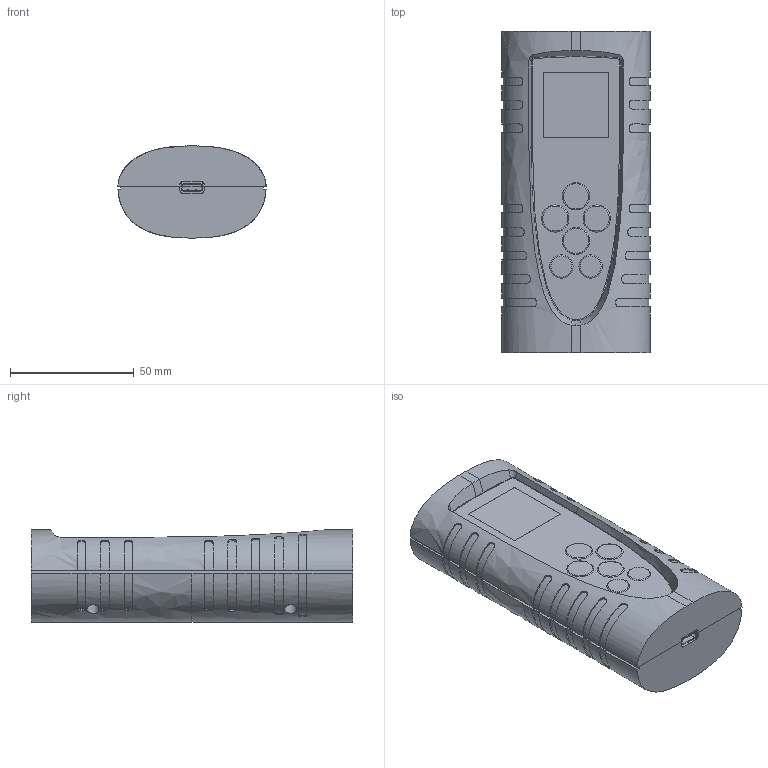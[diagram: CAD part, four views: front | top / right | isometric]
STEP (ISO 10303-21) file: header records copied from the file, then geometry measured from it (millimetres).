
FILE_DESCRIPTION(/* description */ ('Alibre Inc.'),/* implementation_level */ '2;1');
FILE_NAME(/* name */ 'export-96EBB996-F731-4085-9EA9-A956C15BB0C5',/* time_stamp */ '2021-08-12T05:18:12+02:00',/* author */ (''),/* organization */ (''),/* preprocessor_version */ 'ST-DEVELOPER v17',/* originating_system */ 'Alibre',/* authorisation */ '');
FILE_SCHEMA (('AUTOMOTIVE_DESIGN'));
Length unit declared in the file: centimetre
Products named in the file (9): 1113692
Bounding box: 60 x 130 x 37.24 mm (x, y, z)
Volume: 219410.3 mm3; surface area: 50821.9 mm2
Topology: 11 solids, 11 shells, 1185 faces, 3321 edges, 2167 vertices
Faces by surface type: plane 482, cylinder 380, bspline 283, cone 30, torus 8, extrusion 2
Full cylindrical faces by diameter (mm): 2.5 x4, 5 x4
Entity records: 53262 total; most frequent: CARTESIAN_POINT 33151, ORIENTED_EDGE 4712, DIRECTION 3127, EDGE_CURVE 2356, VERTEX_POINT 1554, VECTOR 1330, LINE 1328, AXIS2_PLACEMENT_3D 1114
